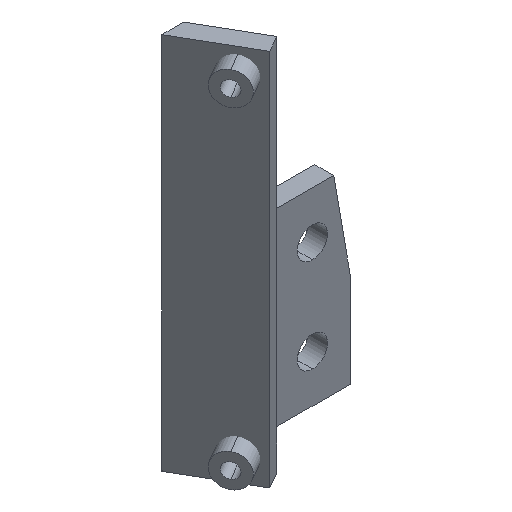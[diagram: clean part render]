
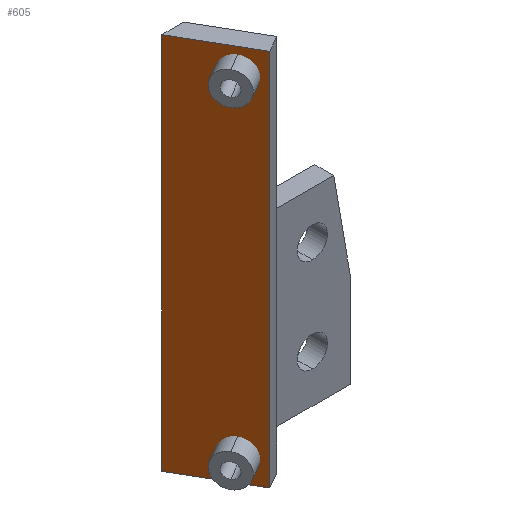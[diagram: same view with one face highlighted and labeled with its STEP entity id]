
A CAD part, isometric view. The second image highlights one B-rep face of the part: STEP entity #605.
In plain terms, the highlighted planar face has unit normal (-0.866, -0.5, 0).
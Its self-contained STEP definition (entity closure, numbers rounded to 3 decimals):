
#7 = CARTESIAN_POINT ( 'NONE',  ( -0.5, 0.866, 2.5 ) ) ;
#43 = DIRECTION ( 'NONE',  ( 0., 0., -1. ) ) ;
#61 = ORIENTED_EDGE ( 'NONE', *, *, #407, .T. ) ;
#64 = LINE ( 'NONE', #364, #398 ) ;
#67 = VERTEX_POINT ( 'NONE', #148 ) ;
#83 = CARTESIAN_POINT ( 'NONE',  ( -4.186, 7.25, 40. ) ) ;
#108 = DIRECTION ( 'NONE',  ( -0.866, -0.5, 0. ) ) ;
#118 = CARTESIAN_POINT ( 'NONE',  ( -1.25, 2.165, 37.5 ) ) ;
#148 = CARTESIAN_POINT ( 'NONE',  ( 0., 0., 0. ) ) ;
#161 = LINE ( 'NONE', #83, #645 ) ;
#163 = EDGE_CURVE ( 'NONE', #230, #641, #161, .T. ) ;
#195 = AXIS2_PLACEMENT_3D ( 'NONE', #391, #388, #795 ) ;
#212 = CIRCLE ( 'NONE', #195, 1.5 ) ;
#213 = EDGE_LOOP ( 'NONE', ( #494, #376 ) ) ;
#225 = EDGE_CURVE ( 'NONE', #729, #491, #212, .T. ) ;
#230 = VERTEX_POINT ( 'NONE', #466 ) ;
#252 = DIRECTION ( 'NONE',  ( -0.5, 0.866, 0. ) ) ;
#254 = ORIENTED_EDGE ( 'NONE', *, *, #163, .F. ) ;
#255 = DIRECTION ( 'NONE',  ( 0.5, -0.866, 0. ) ) ;
#271 = VERTEX_POINT ( 'NONE', #899 ) ;
#307 = PLANE ( 'NONE',  #368 ) ;
#316 = CARTESIAN_POINT ( 'NONE',  ( 0., 0., 40. ) ) ;
#318 = ORIENTED_EDGE ( 'NONE', *, *, #779, .F. ) ;
#319 = CARTESIAN_POINT ( 'NONE',  ( 0., 0., 20. ) ) ;
#328 = EDGE_CURVE ( 'NONE', #230, #271, #834, .T. ) ;
#335 = DIRECTION ( 'NONE',  ( -0.866, -0.5, 0. ) ) ;
#349 = EDGE_CURVE ( 'NONE', #621, #548, #543, .T. ) ;
#364 = CARTESIAN_POINT ( 'NONE',  ( 0., 0., 20. ) ) ;
#368 = AXIS2_PLACEMENT_3D ( 'NONE', #319, #598, #252 ) ;
#376 = ORIENTED_EDGE ( 'NONE', *, *, #851, .F. ) ;
#381 = VECTOR ( 'NONE', #823, 1000. ) ;
#388 = DIRECTION ( 'NONE',  ( -0.866, -0.5, 0. ) ) ;
#391 = CARTESIAN_POINT ( 'NONE',  ( -1.25, 2.165, 2.5 ) ) ;
#394 = FACE_BOUND ( 'NONE', #630, .T. ) ;
#398 = VECTOR ( 'NONE', #837, 1000. ) ;
#399 = EDGE_CURVE ( 'NONE', #491, #729, #750, .T. ) ;
#407 = EDGE_CURVE ( 'NONE', #271, #67, #479, .T. ) ;
#429 = CIRCLE ( 'NONE', #615, 1.5 ) ;
#434 = DIRECTION ( 'NONE',  ( -0.866, -0.5, 0. ) ) ;
#445 = AXIS2_PLACEMENT_3D ( 'NONE', #628, #335, #484 ) ;
#454 = FACE_BOUND ( 'NONE', #213, .T. ) ;
#466 = CARTESIAN_POINT ( 'NONE',  ( -4.186, 7.25, 40. ) ) ;
#473 = CARTESIAN_POINT ( 'NONE',  ( -4.186, 7.25, 20. ) ) ;
#479 = LINE ( 'NONE', #614, #381 ) ;
#481 = AXIS2_PLACEMENT_3D ( 'NONE', #118, #108, #554 ) ;
#484 = DIRECTION ( 'NONE',  ( 0.5, -0.866, 0. ) ) ;
#491 = VERTEX_POINT ( 'NONE', #7 ) ;
#494 = ORIENTED_EDGE ( 'NONE', *, *, #349, .F. ) ;
#506 = DIRECTION ( 'NONE',  ( 0.5, -0.866, 0. ) ) ;
#531 = ORIENTED_EDGE ( 'NONE', *, *, #225, .F. ) ;
#543 = CIRCLE ( 'NONE', #481, 1.5 ) ;
#548 = VERTEX_POINT ( 'NONE', #708 ) ;
#554 = DIRECTION ( 'NONE',  ( 0.5, -0.866, 0. ) ) ;
#598 = DIRECTION ( 'NONE',  ( 0.866, 0.5, 0. ) ) ;
#603 = FACE_OUTER_BOUND ( 'NONE', #919, .T. ) ;
#605 = ADVANCED_FACE ( 'NONE', ( #394, #454, #603 ), #307, .F. ) ;
#614 = CARTESIAN_POINT ( 'NONE',  ( 0., 0., 0. ) ) ;
#615 = AXIS2_PLACEMENT_3D ( 'NONE', #763, #434, #506 ) ;
#621 = VERTEX_POINT ( 'NONE', #791 ) ;
#628 = CARTESIAN_POINT ( 'NONE',  ( -1.25, 2.165, 2.5 ) ) ;
#630 = EDGE_LOOP ( 'NONE', ( #904, #531 ) ) ;
#641 = VERTEX_POINT ( 'NONE', #316 ) ;
#645 = VECTOR ( 'NONE', #255, 1000. ) ;
#708 = CARTESIAN_POINT ( 'NONE',  ( -2., 3.464, 37.5 ) ) ;
#729 = VERTEX_POINT ( 'NONE', #856 ) ;
#750 = CIRCLE ( 'NONE', #445, 1.5 ) ;
#763 = CARTESIAN_POINT ( 'NONE',  ( -1.25, 2.165, 37.5 ) ) ;
#764 = ORIENTED_EDGE ( 'NONE', *, *, #328, .T. ) ;
#766 = VECTOR ( 'NONE', #43, 1000. ) ;
#779 = EDGE_CURVE ( 'NONE', #641, #67, #64, .T. ) ;
#791 = CARTESIAN_POINT ( 'NONE',  ( -0.5, 0.866, 37.5 ) ) ;
#795 = DIRECTION ( 'NONE',  ( 0.5, -0.866, 0. ) ) ;
#823 = DIRECTION ( 'NONE',  ( 0.5, -0.866, 0. ) ) ;
#834 = LINE ( 'NONE', #473, #766 ) ;
#837 = DIRECTION ( 'NONE',  ( 0., 0., -1. ) ) ;
#851 = EDGE_CURVE ( 'NONE', #548, #621, #429, .T. ) ;
#856 = CARTESIAN_POINT ( 'NONE',  ( -2., 3.464, 2.5 ) ) ;
#899 = CARTESIAN_POINT ( 'NONE',  ( -4.186, 7.25, 0. ) ) ;
#904 = ORIENTED_EDGE ( 'NONE', *, *, #399, .F. ) ;
#919 = EDGE_LOOP ( 'NONE', ( #61, #318, #254, #764 ) ) ;
